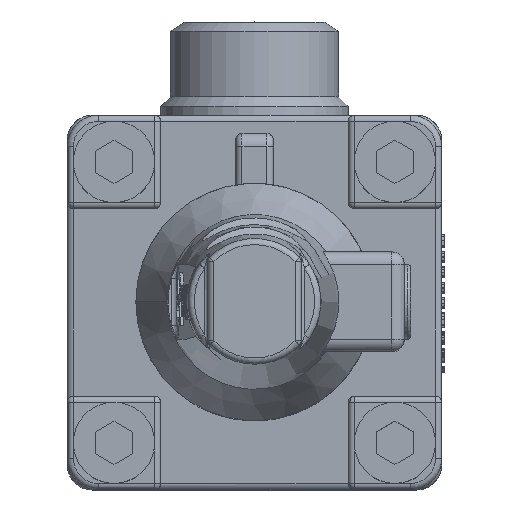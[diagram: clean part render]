
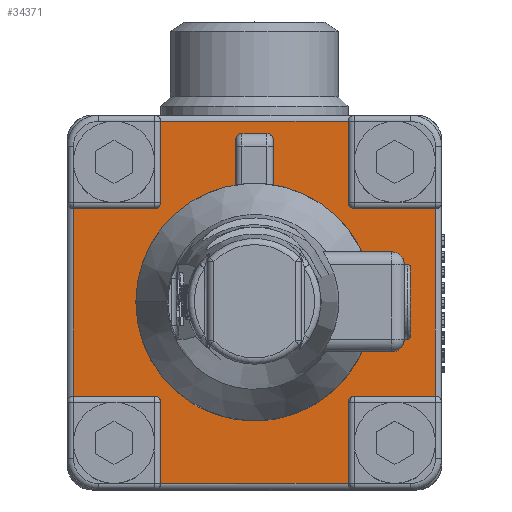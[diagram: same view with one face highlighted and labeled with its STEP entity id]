
A CAD part, top view. The second image highlights one B-rep face of the part: STEP entity #34371.
In plain terms, the highlighted planar face has unit normal (0, 0, 1).
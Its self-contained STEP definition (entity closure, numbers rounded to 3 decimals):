
#32588=CARTESIAN_POINT('',(17.,-0.,53.));
#32589=VERTEX_POINT('',#32588);
#32599=CARTESIAN_POINT('',(0.,0.,53.));
#32600=DIRECTION('',(-0.,-0.,-1.));
#32601=DIRECTION('',(1.,0.,-0.));
#32602=AXIS2_PLACEMENT_3D('',#32599,#32600,#32601);
#32603=CIRCLE('',#32602,17.);
#32604=EDGE_CURVE('',#32589,#32589,#32603,.T.);
#32622=CARTESIAN_POINT('',(-15.,-29.,53.));
#32623=VERTEX_POINT('',#32622);
#32752=CARTESIAN_POINT('',(-16.,-15.,53.));
#32753=VERTEX_POINT('',#32752);
#32754=CARTESIAN_POINT('',(-15.,-16.,53.));
#32755=VERTEX_POINT('',#32754);
#32756=CARTESIAN_POINT('',(-16.,-16.,53.));
#32757=DIRECTION('',(-0.,-0.,-1.));
#32758=DIRECTION('',(1.,0.,-0.));
#32759=AXIS2_PLACEMENT_3D('',#32756,#32757,#32758);
#32760=CIRCLE('',#32759,1.);
#32761=EDGE_CURVE('',#32753,#32755,#32760,.T.);
#32974=CARTESIAN_POINT('',(-29.,-15.,53.));
#32975=VERTEX_POINT('',#32974);
#33006=CARTESIAN_POINT('',(-29.,15.,53.));
#33007=VERTEX_POINT('',#33006);
#33008=CARTESIAN_POINT('',(-29.,15.,53.));
#33009=DIRECTION('',(0.,-1.,0.));
#33010=VECTOR('',#33009,30.);
#33011=LINE('',#33008,#33010);
#33012=EDGE_CURVE('',#33007,#32975,#33011,.T.);
#33158=CARTESIAN_POINT('',(-15.,16.,53.));
#33159=VERTEX_POINT('',#33158);
#33160=CARTESIAN_POINT('',(-16.,15.,53.));
#33161=VERTEX_POINT('',#33160);
#33162=CARTESIAN_POINT('',(-16.,16.,53.));
#33163=DIRECTION('',(-0.,-0.,-1.));
#33164=DIRECTION('',(1.,0.,-0.));
#33165=AXIS2_PLACEMENT_3D('',#33162,#33163,#33164);
#33166=CIRCLE('',#33165,1.);
#33167=EDGE_CURVE('',#33159,#33161,#33166,.T.);
#33371=CARTESIAN_POINT('',(-15.,29.,53.));
#33372=VERTEX_POINT('',#33371);
#33403=CARTESIAN_POINT('',(15.,29.,53.));
#33404=VERTEX_POINT('',#33403);
#33405=CARTESIAN_POINT('',(15.,29.,53.));
#33406=DIRECTION('',(-1.,0.,0.));
#33407=VECTOR('',#33406,30.);
#33408=LINE('',#33405,#33407);
#33409=EDGE_CURVE('',#33404,#33372,#33408,.T.);
#33546=CARTESIAN_POINT('',(16.,15.,53.));
#33547=VERTEX_POINT('',#33546);
#33548=CARTESIAN_POINT('',(15.,16.,53.));
#33549=VERTEX_POINT('',#33548);
#33550=CARTESIAN_POINT('',(16.,16.,53.));
#33551=DIRECTION('',(-0.,-0.,-1.));
#33552=DIRECTION('',(1.,0.,-0.));
#33553=AXIS2_PLACEMENT_3D('',#33550,#33551,#33552);
#33554=CIRCLE('',#33553,1.);
#33555=EDGE_CURVE('',#33547,#33549,#33554,.T.);
#33643=CARTESIAN_POINT('',(29.,15.,53.));
#33644=VERTEX_POINT('',#33643);
#33782=CARTESIAN_POINT('',(29.,-15.,53.));
#33783=VERTEX_POINT('',#33782);
#33784=CARTESIAN_POINT('',(29.,-15.,53.));
#33785=DIRECTION('',(-0.,1.,-0.));
#33786=VECTOR('',#33785,30.);
#33787=LINE('',#33784,#33786);
#33788=EDGE_CURVE('',#33783,#33644,#33787,.T.);
#33925=CARTESIAN_POINT('',(15.,-16.,53.));
#33926=VERTEX_POINT('',#33925);
#33927=CARTESIAN_POINT('',(16.,-15.,53.));
#33928=VERTEX_POINT('',#33927);
#33929=CARTESIAN_POINT('',(16.,-16.,53.));
#33930=DIRECTION('',(-0.,-0.,-1.));
#33931=DIRECTION('',(1.,0.,-0.));
#33932=AXIS2_PLACEMENT_3D('',#33929,#33930,#33931);
#33933=CIRCLE('',#33932,1.);
#33934=EDGE_CURVE('',#33926,#33928,#33933,.T.);
#34109=CARTESIAN_POINT('',(15.,-29.,53.));
#34110=VERTEX_POINT('',#34109);
#34189=CARTESIAN_POINT('',(-15.,-29.,53.));
#34190=DIRECTION('',(1.,-0.,-0.));
#34191=VECTOR('',#34190,30.);
#34192=LINE('',#34189,#34191);
#34193=EDGE_CURVE('',#32623,#34110,#34192,.T.);
#34305=CARTESIAN_POINT('',(0.,0.,53.));
#34306=DIRECTION('',(0.,0.,1.));
#34307=DIRECTION('',(-1.,0.,0.));
#34308=AXIS2_PLACEMENT_3D('',#34305,#34306,#34307);
#34309=PLANE('',#34308);
#34310=ORIENTED_EDGE('',*,*,#32604,.T.);
#34311=EDGE_LOOP('',(#34310));
#34312=FACE_BOUND('',#34311,.T.);
#34313=CARTESIAN_POINT('',(-29.,15.,53.));
#34314=DIRECTION('',(1.,0.,-0.));
#34315=VECTOR('',#34314,13.);
#34316=LINE('',#34313,#34315);
#34317=EDGE_CURVE('',#33007,#33161,#34316,.T.);
#34318=ORIENTED_EDGE('',*,*,#34317,.F.);
#34319=ORIENTED_EDGE('',*,*,#33012,.T.);
#34320=CARTESIAN_POINT('',(-16.,-15.,53.));
#34321=DIRECTION('',(-1.,0.,0.));
#34322=VECTOR('',#34321,13.);
#34323=LINE('',#34320,#34322);
#34324=EDGE_CURVE('',#32753,#32975,#34323,.T.);
#34325=ORIENTED_EDGE('',*,*,#34324,.F.);
#34326=ORIENTED_EDGE('',*,*,#32761,.T.);
#34327=CARTESIAN_POINT('',(-15.,-29.,53.));
#34328=DIRECTION('',(0.,1.,0.));
#34329=VECTOR('',#34328,13.);
#34330=LINE('',#34327,#34329);
#34331=EDGE_CURVE('',#32623,#32755,#34330,.T.);
#34332=ORIENTED_EDGE('',*,*,#34331,.F.);
#34333=ORIENTED_EDGE('',*,*,#34193,.T.);
#34334=CARTESIAN_POINT('',(15.,-16.,53.));
#34335=DIRECTION('',(-0.,-1.,-0.));
#34336=VECTOR('',#34335,13.);
#34337=LINE('',#34334,#34336);
#34338=EDGE_CURVE('',#33926,#34110,#34337,.T.);
#34339=ORIENTED_EDGE('',*,*,#34338,.F.);
#34340=ORIENTED_EDGE('',*,*,#33934,.T.);
#34341=CARTESIAN_POINT('',(29.,-15.,53.));
#34342=DIRECTION('',(-1.,0.,0.));
#34343=VECTOR('',#34342,13.);
#34344=LINE('',#34341,#34343);
#34345=EDGE_CURVE('',#33783,#33928,#34344,.T.);
#34346=ORIENTED_EDGE('',*,*,#34345,.F.);
#34347=ORIENTED_EDGE('',*,*,#33788,.T.);
#34348=CARTESIAN_POINT('',(16.,15.,53.));
#34349=DIRECTION('',(1.,0.,-0.));
#34350=VECTOR('',#34349,13.);
#34351=LINE('',#34348,#34350);
#34352=EDGE_CURVE('',#33547,#33644,#34351,.T.);
#34353=ORIENTED_EDGE('',*,*,#34352,.F.);
#34354=ORIENTED_EDGE('',*,*,#33555,.T.);
#34355=CARTESIAN_POINT('',(15.,29.,53.));
#34356=DIRECTION('',(-0.,-1.,-0.));
#34357=VECTOR('',#34356,13.);
#34358=LINE('',#34355,#34357);
#34359=EDGE_CURVE('',#33404,#33549,#34358,.T.);
#34360=ORIENTED_EDGE('',*,*,#34359,.F.);
#34361=ORIENTED_EDGE('',*,*,#33409,.T.);
#34362=CARTESIAN_POINT('',(-15.,16.,53.));
#34363=DIRECTION('',(0.,1.,0.));
#34364=VECTOR('',#34363,13.);
#34365=LINE('',#34362,#34364);
#34366=EDGE_CURVE('',#33159,#33372,#34365,.T.);
#34367=ORIENTED_EDGE('',*,*,#34366,.F.);
#34368=ORIENTED_EDGE('',*,*,#33167,.T.);
#34369=EDGE_LOOP('',(#34318,#34319,#34325,#34326,#34332,#34333,#34339,#34340,#34346,#34347,#34353,#34354,#34360,#34361,#34367,#34368));
#34370=FACE_BOUND('',#34369,.T.);
#34371=ADVANCED_FACE('',(#34312,#34370),#34309,.T.);
